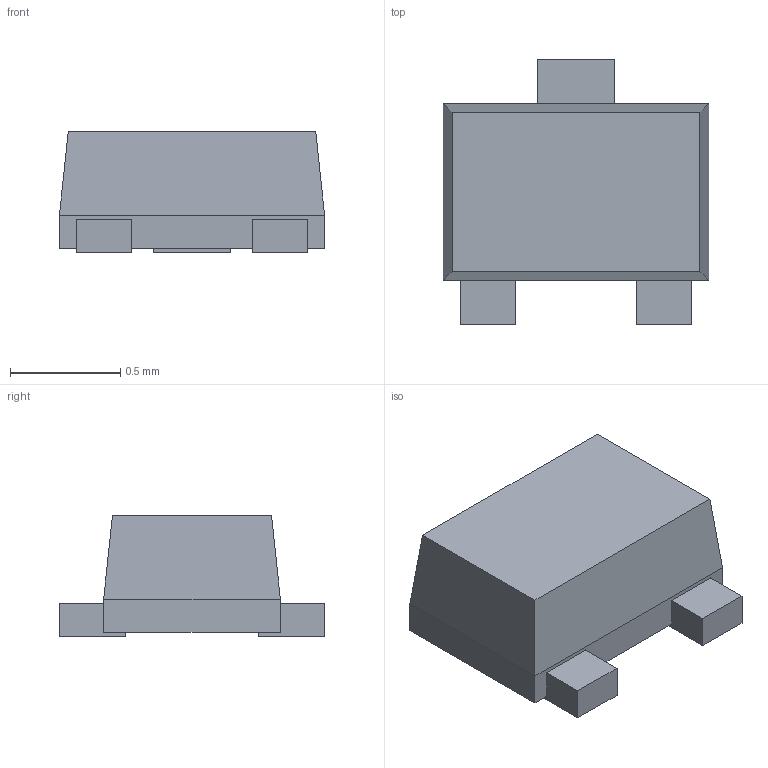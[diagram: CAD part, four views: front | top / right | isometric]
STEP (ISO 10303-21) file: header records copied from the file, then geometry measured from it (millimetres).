
FILE_DESCRIPTION (( 'STEP AP214' ), '1' );
FILE_NAME ('FBE0CDC6-32F7-4AF1-A548-E42B7A4818B2.STEP', '2024-03-24T10:28:07', ( '' ), ( '' ), 'SwSTEP 2.0', 'SolidWorks 2022', '' );
FILE_SCHEMA (( 'AUTOMOTIVE_DESIGN' ));
Length unit declared in the file: millimetre
Products named in the file (1): FBE0CDC6-32F7-4AF1-A548-E42B7A4818B2
Bounding box: 1.2 x 1.2 x 0.55 mm (x, y, z)
Volume: 0.5 mm3; surface area: 4.9 mm2
Topology: 4 solids, 4 shells, 40 faces, 92 edges, 60 vertices
Faces by surface type: plane 36, bspline 4
Entity records: 1161 total; most frequent: CARTESIAN_POINT 209, ORIENTED_EDGE 184, DIRECTION 162, EDGE_CURVE 92, VECTOR 88, LINE 88, VERTEX_POINT 60, ADVANCED_FACE 40
